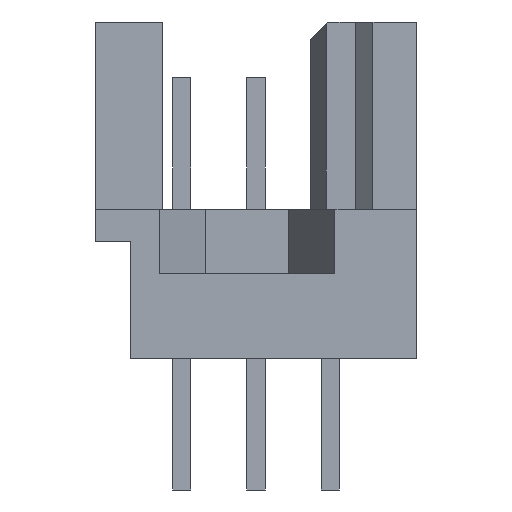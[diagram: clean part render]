
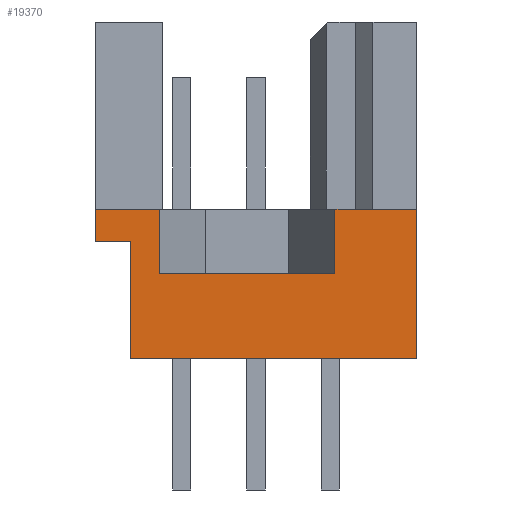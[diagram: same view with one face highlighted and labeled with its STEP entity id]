
A CAD part, left-side view. The second image highlights one B-rep face of the part: STEP entity #19370.
In plain terms, the highlighted planar face has unit normal (-1, 0, 0).
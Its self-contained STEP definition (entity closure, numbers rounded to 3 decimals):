
#100 = CARTESIAN_POINT ( 'NONE',  ( -27.18, 3.3, 0. ) ) ;
#706 = CARTESIAN_POINT ( 'NONE',  ( -27.18, 3.3, -8.6 ) ) ;
#775 = CARTESIAN_POINT ( 'NONE',  ( -27.18, -2.7, -6.4 ) ) ;
#1063 = DIRECTION ( 'NONE',  ( -1., 0., 0. ) ) ;
#1520 = CARTESIAN_POINT ( 'NONE',  ( -27.18, 5.5, -6.4 ) ) ;
#1929 = ORIENTED_EDGE ( 'NONE', *, *, #4903, .T. ) ;
#1998 = FACE_OUTER_BOUND ( 'NONE', #8986, .T. ) ;
#2588 = ORIENTED_EDGE ( 'NONE', *, *, #12581, .T. ) ;
#2591 = VECTOR ( 'NONE', #11944, 1000. ) ;
#2896 = CARTESIAN_POINT ( 'NONE',  ( -27.18, 5.5, 0. ) ) ;
#2952 = CARTESIAN_POINT ( 'NONE',  ( -27.18, -2.7, -8.6 ) ) ;
#3303 = CARTESIAN_POINT ( 'NONE',  ( -27.18, 4.3, -7.5 ) ) ;
#3377 = LINE ( 'NONE', #12725, #21449 ) ;
#3427 = CARTESIAN_POINT ( 'NONE',  ( -27.18, 5.5, -7.5 ) ) ;
#3493 = VERTEX_POINT ( 'NONE', #706 ) ;
#3839 = CARTESIAN_POINT ( 'NONE',  ( -27.18, -5.5, -11.5 ) ) ;
#4150 = EDGE_CURVE ( 'NONE', #20740, #21955, #16113, .T. ) ;
#4903 = EDGE_CURVE ( 'NONE', #3493, #16197, #20431, .T. ) ;
#4958 = CARTESIAN_POINT ( 'NONE',  ( -27.18, 5.5, 0. ) ) ;
#5827 = ORIENTED_EDGE ( 'NONE', *, *, #21122, .T. ) ;
#6643 = CARTESIAN_POINT ( 'NONE',  ( -27.18, -2.7, 0. ) ) ;
#6799 = EDGE_CURVE ( 'NONE', #10701, #16240, #3377, .T. ) ;
#7561 = LINE ( 'NONE', #16406, #20941 ) ;
#7892 = VECTOR ( 'NONE', #8779, 1000. ) ;
#8119 = VECTOR ( 'NONE', #8929, 1000. ) ;
#8610 = VERTEX_POINT ( 'NONE', #14884 ) ;
#8779 = DIRECTION ( 'NONE',  ( 0., 1., 0. ) ) ;
#8929 = DIRECTION ( 'NONE',  ( 0., 0., 1. ) ) ;
#8986 = EDGE_LOOP ( 'NONE', ( #9496, #5827, #16874, #1929, #18004, #20756, #15633, #2588, #11053, #19084 ) ) ;
#9496 = ORIENTED_EDGE ( 'NONE', *, *, #14024, .T. ) ;
#9551 = LINE ( 'NONE', #11466, #14755 ) ;
#9567 = PLANE ( 'NONE',  #14711 ) ;
#9737 = DIRECTION ( 'NONE',  ( 0., -1., 0. ) ) ;
#10606 = CARTESIAN_POINT ( 'NONE',  ( -27.18, 5.5, -6.4 ) ) ;
#10701 = VERTEX_POINT ( 'NONE', #3839 ) ;
#11053 = ORIENTED_EDGE ( 'NONE', *, *, #20536, .T. ) ;
#11466 = CARTESIAN_POINT ( 'NONE',  ( -27.18, 4.3, 0. ) ) ;
#11944 = DIRECTION ( 'NONE',  ( 0., 0., -1. ) ) ;
#12479 = DIRECTION ( 'NONE',  ( 0., -1., 0. ) ) ;
#12581 = EDGE_CURVE ( 'NONE', #21955, #8610, #9551, .T. ) ;
#12645 = DIRECTION ( 'NONE',  ( 0., 0., 1. ) ) ;
#12725 = CARTESIAN_POINT ( 'NONE',  ( -27.18, -5.5, 0. ) ) ;
#12854 = VERTEX_POINT ( 'NONE', #10606 ) ;
#13282 = DIRECTION ( 'NONE',  ( 0., 0., -1. ) ) ;
#13367 = CARTESIAN_POINT ( 'NONE',  ( -27.18, -5.5, -6.4 ) ) ;
#13881 = CARTESIAN_POINT ( 'NONE',  ( -27.18, 5.5, -8.6 ) ) ;
#14024 = EDGE_CURVE ( 'NONE', #16240, #16958, #19927, .T. ) ;
#14711 = AXIS2_PLACEMENT_3D ( 'NONE', #2896, #1063, #21862 ) ;
#14755 = VECTOR ( 'NONE', #13282, 1000. ) ;
#14884 = CARTESIAN_POINT ( 'NONE',  ( -27.18, 4.3, -11.5 ) ) ;
#14976 = VECTOR ( 'NONE', #22579, 1000. ) ;
#15633 = ORIENTED_EDGE ( 'NONE', *, *, #4150, .T. ) ;
#16113 = LINE ( 'NONE', #22703, #20221 ) ;
#16197 = VERTEX_POINT ( 'NONE', #21849 ) ;
#16240 = VERTEX_POINT ( 'NONE', #13367 ) ;
#16291 = LINE ( 'NONE', #6643, #2591 ) ;
#16406 = CARTESIAN_POINT ( 'NONE',  ( -27.18, 5.5, -11.5 ) ) ;
#16874 = ORIENTED_EDGE ( 'NONE', *, *, #20124, .T. ) ;
#16958 = VERTEX_POINT ( 'NONE', #775 ) ;
#17229 = DIRECTION ( 'NONE',  ( 0., 0., 1. ) ) ;
#18004 = ORIENTED_EDGE ( 'NONE', *, *, #19674, .T. ) ;
#19022 = VECTOR ( 'NONE', #17229, 1000. ) ;
#19038 = DIRECTION ( 'NONE',  ( 0., 1., 0. ) ) ;
#19084 = ORIENTED_EDGE ( 'NONE', *, *, #6799, .T. ) ;
#19246 = CARTESIAN_POINT ( 'NONE',  ( -27.18, 5.5, -6.4 ) ) ;
#19370 = ADVANCED_FACE ( 'NONE', ( #1998 ), #9567, .T. ) ;
#19620 = LINE ( 'NONE', #13881, #14976 ) ;
#19674 = EDGE_CURVE ( 'NONE', #16197, #12854, #21829, .T. ) ;
#19927 = LINE ( 'NONE', #1520, #21566 ) ;
#20124 = EDGE_CURVE ( 'NONE', #21765, #3493, #19620, .T. ) ;
#20221 = VECTOR ( 'NONE', #12479, 1000. ) ;
#20431 = LINE ( 'NONE', #100, #8119 ) ;
#20536 = EDGE_CURVE ( 'NONE', #8610, #10701, #7561, .T. ) ;
#20740 = VERTEX_POINT ( 'NONE', #3427 ) ;
#20751 = EDGE_CURVE ( 'NONE', #20740, #12854, #22565, .T. ) ;
#20756 = ORIENTED_EDGE ( 'NONE', *, *, #20751, .F. ) ;
#20941 = VECTOR ( 'NONE', #9737, 1000. ) ;
#21122 = EDGE_CURVE ( 'NONE', #16958, #21765, #16291, .T. ) ;
#21449 = VECTOR ( 'NONE', #12645, 1000. ) ;
#21566 = VECTOR ( 'NONE', #19038, 1000. ) ;
#21765 = VERTEX_POINT ( 'NONE', #2952 ) ;
#21829 = LINE ( 'NONE', #19246, #7892 ) ;
#21849 = CARTESIAN_POINT ( 'NONE',  ( -27.18, 3.3, -6.4 ) ) ;
#21862 = DIRECTION ( 'NONE',  ( 0., 0., 1. ) ) ;
#21955 = VERTEX_POINT ( 'NONE', #3303 ) ;
#22565 = LINE ( 'NONE', #4958, #19022 ) ;
#22579 = DIRECTION ( 'NONE',  ( 0., 1., 0. ) ) ;
#22703 = CARTESIAN_POINT ( 'NONE',  ( -27.18, 5.5, -7.5 ) ) ;
